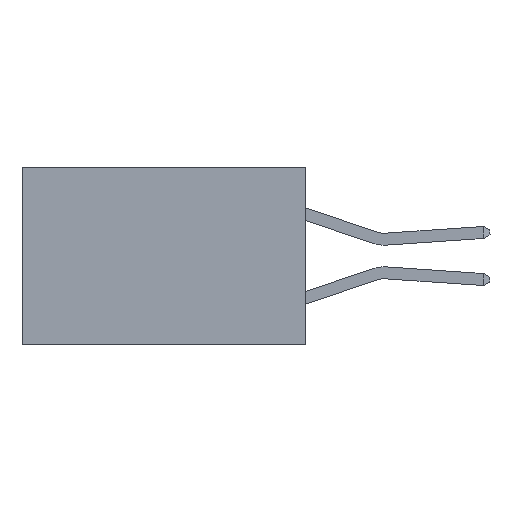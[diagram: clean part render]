
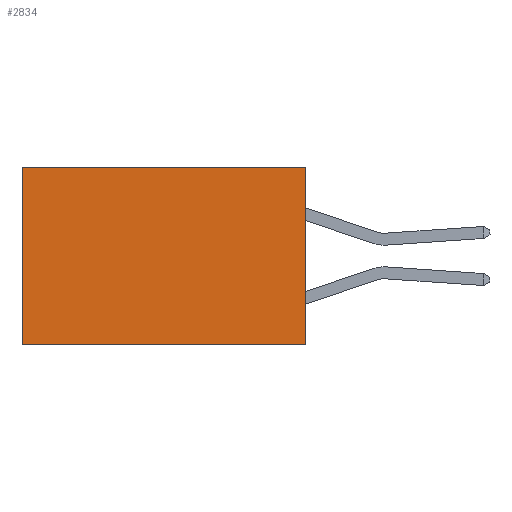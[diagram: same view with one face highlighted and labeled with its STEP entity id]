
A CAD part, left-side view. The second image highlights one B-rep face of the part: STEP entity #2834.
In plain terms, the highlighted planar face has unit normal (-1, 0, 0).
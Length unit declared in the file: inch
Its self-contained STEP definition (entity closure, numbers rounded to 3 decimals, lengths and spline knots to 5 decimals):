
#165 = DIRECTION ( 'NONE',  ( 1., 0., 0. ) ) ;
#178 = DIRECTION ( 'NONE',  ( 0., 1., 0. ) ) ;
#214 = CARTESIAN_POINT ( 'NONE',  ( 0.277, 0., 0. ) ) ;
#217 = LINE ( 'NONE', #214, #3669 ) ;
#287 = ORIENTED_EDGE ( 'NONE', *, *, #7501, .F. ) ;
#1865 = EDGE_LOOP ( 'NONE', ( #3973, #7680, #287, #2132 ) ) ;
#2132 = ORIENTED_EDGE ( 'NONE', *, *, #6681, .T. ) ;
#2265 = CARTESIAN_POINT ( 'NONE',  ( 0.277, 0., -0.37 ) ) ;
#2270 = DIRECTION ( 'NONE',  ( 0., 0., -1. ) ) ;
#2336 = DIRECTION ( 'NONE',  ( 0., 0., -1. ) ) ;
#2444 = CARTESIAN_POINT ( 'NONE',  ( 0.277, 0.59, -0.37 ) ) ;
#2534 = VERTEX_POINT ( 'NONE', #8005 ) ;
#2576 = CARTESIAN_POINT ( 'NONE',  ( 0.277, 0.59, 0. ) ) ;
#2612 = VERTEX_POINT ( 'NONE', #2576 ) ;
#2738 = DIRECTION ( 'NONE',  ( 0., 1., 0. ) ) ;
#2744 = VERTEX_POINT ( 'NONE', #3843 ) ;
#2834 = ADVANCED_FACE ( 'NONE', ( #8519 ), #3734, .F. ) ;
#3125 = DIRECTION ( 'NONE',  ( 0., 0., -1. ) ) ;
#3267 = LINE ( 'NONE', #2265, #8820 ) ;
#3364 = LINE ( 'NONE', #8411, #8496 ) ;
#3489 = CARTESIAN_POINT ( 'NONE',  ( 0.277, 0., -0.37 ) ) ;
#3525 = LINE ( 'NONE', #2444, #5144 ) ;
#3669 = VECTOR ( 'NONE', #178, 39.37008 ) ;
#3734 = PLANE ( 'NONE',  #4817 ) ;
#3843 = CARTESIAN_POINT ( 'NONE',  ( 0.277, 0., -0.37 ) ) ;
#3973 = ORIENTED_EDGE ( 'NONE', *, *, #7483, .T. ) ;
#4817 = AXIS2_PLACEMENT_3D ( 'NONE', #3489, #165, #3125 ) ;
#5144 = VECTOR ( 'NONE', #2336, 39.37008 ) ;
#5703 = CARTESIAN_POINT ( 'NONE',  ( 0.277, 0., 0. ) ) ;
#6681 = EDGE_CURVE ( 'NONE', #7252, #2612, #217, .T. ) ;
#7252 = VERTEX_POINT ( 'NONE', #5703 ) ;
#7483 = EDGE_CURVE ( 'NONE', #2612, #2534, #3525, .T. ) ;
#7501 = EDGE_CURVE ( 'NONE', #7252, #2744, #3267, .T. ) ;
#7680 = ORIENTED_EDGE ( 'NONE', *, *, #8793, .F. ) ;
#8005 = CARTESIAN_POINT ( 'NONE',  ( 0.277, 0.59, -0.37 ) ) ;
#8411 = CARTESIAN_POINT ( 'NONE',  ( 0.277, 0., -0.37 ) ) ;
#8496 = VECTOR ( 'NONE', #2738, 39.37008 ) ;
#8519 = FACE_OUTER_BOUND ( 'NONE', #1865, .T. ) ;
#8793 = EDGE_CURVE ( 'NONE', #2744, #2534, #3364, .T. ) ;
#8820 = VECTOR ( 'NONE', #2270, 39.37008 ) ;
